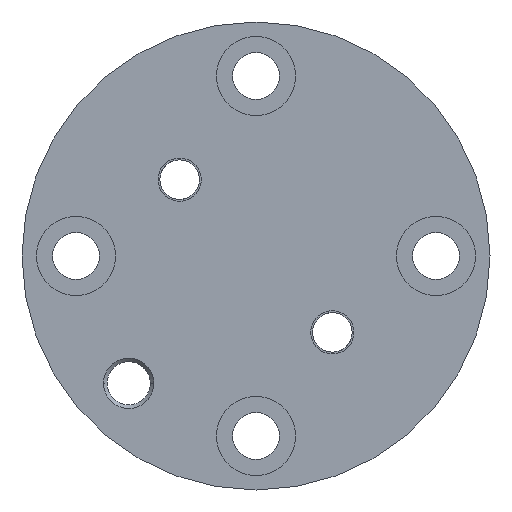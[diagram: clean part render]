
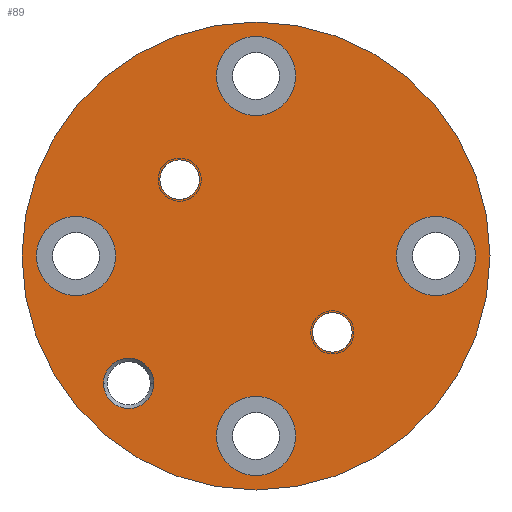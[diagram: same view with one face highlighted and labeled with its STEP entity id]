
A CAD part, left-side view. The second image highlights one B-rep face of the part: STEP entity #89.
In plain terms, the highlighted planar face has unit normal (-1, 0, 0).
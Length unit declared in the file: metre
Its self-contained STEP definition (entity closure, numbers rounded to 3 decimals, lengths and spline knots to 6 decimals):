
#89=ADVANCED_FACE('6:2078',(#150,#151,#152,#153,#154,#155,#156,#157),#158,.T.);
#150=FACE_BOUND('',#252,.T.);
#151=FACE_BOUND('',#253,.T.);
#152=FACE_OUTER_BOUND('',#254,.T.);
#153=FACE_BOUND('',#255,.T.);
#154=FACE_BOUND('',#256,.T.);
#155=FACE_BOUND('',#257,.T.);
#156=FACE_BOUND('',#258,.T.);
#157=FACE_BOUND('',#259,.T.);
#158=PLANE('',#260);
#252=EDGE_LOOP('',(#440,#441));
#253=EDGE_LOOP('',(#442,#443));
#254=EDGE_LOOP('',(#444,#445));
#255=EDGE_LOOP('',(#446,#447));
#256=EDGE_LOOP('',(#448,#449));
#257=EDGE_LOOP('',(#450,#451));
#258=EDGE_LOOP('',(#452,#453));
#259=EDGE_LOOP('',(#454,#455));
#260=AXIS2_PLACEMENT_3D('',#456,#457,#458);
#440=ORIENTED_EDGE('',*,*,#726,.F.);
#441=ORIENTED_EDGE('',*,*,#718,.F.);
#442=ORIENTED_EDGE('',*,*,#727,.F.);
#443=ORIENTED_EDGE('',*,*,#709,.F.);
#444=ORIENTED_EDGE('',*,*,#661,.F.);
#445=ORIENTED_EDGE('',*,*,#728,.F.);
#446=ORIENTED_EDGE('',*,*,#729,.F.);
#447=ORIENTED_EDGE('',*,*,#669,.F.);
#448=ORIENTED_EDGE('',*,*,#730,.F.);
#449=ORIENTED_EDGE('',*,*,#693,.F.);
#450=ORIENTED_EDGE('',*,*,#731,.F.);
#451=ORIENTED_EDGE('',*,*,#677,.F.);
#452=ORIENTED_EDGE('',*,*,#732,.F.);
#453=ORIENTED_EDGE('',*,*,#685,.F.);
#454=ORIENTED_EDGE('',*,*,#703,.F.);
#455=ORIENTED_EDGE('',*,*,#733,.F.);
#456=CARTESIAN_POINT('',(0.,0.01625,0.0));
#457=DIRECTION('',(-1.0,0.,0.0));
#458=DIRECTION('',(0.,-1.0,-0.0));
#661=EDGE_CURVE('1:6054',#776,#779,#780,.T.);
#669=EDGE_CURVE('1:16742',#792,#795,#796,.T.);
#677=EDGE_CURVE('1:16898',#808,#811,#812,.T.);
#685=EDGE_CURVE('1:17340',#824,#827,#828,.T.);
#693=EDGE_CURVE('1:17834',#840,#843,#844,.T.);
#703=EDGE_CURVE('4:5525',#859,#856,#861,.T.);
#709=EDGE_CURVE('6:2090',#870,#873,#874,.T.);
#718=EDGE_CURVE('6:2093',#887,#890,#891,.T.);
#726=EDGE_CURVE('6:2093',#890,#887,#904,.T.);
#727=EDGE_CURVE('6:2090',#873,#870,#905,.T.);
#728=EDGE_CURVE('1:6054',#779,#776,#906,.T.);
#729=EDGE_CURVE('1:16742',#795,#792,#907,.T.);
#730=EDGE_CURVE('1:17834',#843,#840,#908,.T.);
#731=EDGE_CURVE('1:16898',#811,#808,#909,.T.);
#732=EDGE_CURVE('1:17340',#827,#824,#910,.T.);
#733=EDGE_CURVE('4:5525',#856,#859,#911,.T.);
#776=VERTEX_POINT('',#968);
#779=VERTEX_POINT('',#972);
#780=CIRCLE('',#973,0.0325);
#792=VERTEX_POINT('',#988);
#795=VERTEX_POINT('',#992);
#796=CIRCLE('',#993,0.0055);
#808=VERTEX_POINT('',#1008);
#811=VERTEX_POINT('',#1012);
#812=CIRCLE('',#1013,0.0055);
#824=VERTEX_POINT('',#1028);
#827=VERTEX_POINT('',#1032);
#828=CIRCLE('',#1033,0.0055);
#840=VERTEX_POINT('',#1048);
#843=VERTEX_POINT('',#1052);
#844=CIRCLE('',#1053,0.0055);
#856=VERTEX_POINT('',#1068);
#859=VERTEX_POINT('',#1072);
#861=CIRCLE('',#1075,0.0035);
#870=VERTEX_POINT('',#1086);
#873=VERTEX_POINT('',#1090);
#874=CIRCLE('',#1091,0.00275);
#887=VERTEX_POINT('',#1107);
#890=VERTEX_POINT('',#1111);
#891=CIRCLE('',#1112,0.00275);
#904=CIRCLE('',#1128,0.00275);
#905=CIRCLE('',#1129,0.00275);
#906=CIRCLE('',#1130,0.0325);
#907=CIRCLE('',#1131,0.0055);
#908=CIRCLE('',#1132,0.0055);
#909=CIRCLE('',#1133,0.0055);
#910=CIRCLE('',#1134,0.0055);
#911=CIRCLE('',#1135,0.0035);
#968=CARTESIAN_POINT('',(0.,0.0325,0.0));
#972=CARTESIAN_POINT('',(0.,-0.0325,0.));
#973=AXIS2_PLACEMENT_3D('',#1201,#1202,#1203);
#988=CARTESIAN_POINT('',(0.,0.0305,0.));
#992=CARTESIAN_POINT('',(0.,0.0195,0.));
#993=AXIS2_PLACEMENT_3D('',#1217,#1218,#1219);
#1008=CARTESIAN_POINT('',(0.,0.0055,0.025));
#1012=CARTESIAN_POINT('',(0.,-0.0055,0.025));
#1013=AXIS2_PLACEMENT_3D('',#1233,#1234,#1235);
#1028=CARTESIAN_POINT('',(0.,-0.0195,0.));
#1032=CARTESIAN_POINT('',(0.,-0.0305,0.));
#1033=AXIS2_PLACEMENT_3D('',#1249,#1250,#1251);
#1048=CARTESIAN_POINT('',(0.,0.0055,-0.025));
#1052=CARTESIAN_POINT('',(0.,-0.0055,-0.025));
#1053=AXIS2_PLACEMENT_3D('',#1265,#1266,#1267);
#1068=CARTESIAN_POINT('',(0.,0.021178,-0.017678));
#1072=CARTESIAN_POINT('',(0.,0.014178,-0.017678));
#1075=AXIS2_PLACEMENT_3D('',#1285,#1286,#1287);
#1086=CARTESIAN_POINT('',(0.,0.013357,0.010607));
#1090=CARTESIAN_POINT('',(0.,0.007857,0.010607));
#1091=AXIS2_PLACEMENT_3D('',#1297,#1298,#1299);
#1107=CARTESIAN_POINT('',(0.,-0.007857,-0.010607));
#1111=CARTESIAN_POINT('',(0.,-0.013357,-0.010607));
#1112=AXIS2_PLACEMENT_3D('',#1316,#1317,#1318);
#1128=AXIS2_PLACEMENT_3D('',#1334,#1335,#1336);
#1129=AXIS2_PLACEMENT_3D('',#1337,#1338,#1339);
#1130=AXIS2_PLACEMENT_3D('',#1340,#1341,#1342);
#1131=AXIS2_PLACEMENT_3D('',#1343,#1344,#1345);
#1132=AXIS2_PLACEMENT_3D('',#1346,#1347,#1348);
#1133=AXIS2_PLACEMENT_3D('',#1349,#1350,#1351);
#1134=AXIS2_PLACEMENT_3D('',#1352,#1353,#1354);
#1135=AXIS2_PLACEMENT_3D('',#1355,#1356,#1357);
#1201=CARTESIAN_POINT('',(0.,0.0,0.0));
#1202=DIRECTION('',(1.0,0.0,0.0));
#1203=DIRECTION('',(0.0,1.0,0.0));
#1217=CARTESIAN_POINT('',(0.,0.025,0.));
#1218=DIRECTION('',(-1.0,0.,0.0));
#1219=DIRECTION('',(0.,-1.0,0.0));
#1233=CARTESIAN_POINT('',(0.0,0.0,0.025));
#1234=DIRECTION('',(-1.0,0.,0.0));
#1235=DIRECTION('',(0.,-1.0,0.0));
#1249=CARTESIAN_POINT('',(0.,-0.025,0.));
#1250=DIRECTION('',(-1.0,0.,0.0));
#1251=DIRECTION('',(0.,-1.0,0.0));
#1265=CARTESIAN_POINT('',(0.0,0.0,-0.025));
#1266=DIRECTION('',(-1.0,0.,0.0));
#1267=DIRECTION('',(0.,-1.0,0.0));
#1285=CARTESIAN_POINT('',(0.,0.017678,-0.017678));
#1286=DIRECTION('',(-1.0,0.,0.0));
#1287=DIRECTION('',(0.,1.0,0.0));
#1297=CARTESIAN_POINT('',(0.,0.010607,0.010607));
#1298=DIRECTION('',(-1.0,0.,0.0));
#1299=DIRECTION('',(0.,-1.0,0.0));
#1316=CARTESIAN_POINT('',(0.,-0.010607,-0.010607));
#1317=DIRECTION('',(-1.0,0.,0.0));
#1318=DIRECTION('',(0.,-1.0,0.0));
#1334=CARTESIAN_POINT('',(0.,-0.010607,-0.010607));
#1335=DIRECTION('',(-1.0,0.,0.0));
#1336=DIRECTION('',(0.,-1.0,0.0));
#1337=CARTESIAN_POINT('',(0.,0.010607,0.010607));
#1338=DIRECTION('',(-1.0,0.,0.0));
#1339=DIRECTION('',(0.,-1.0,0.0));
#1340=CARTESIAN_POINT('',(0.,0.0,0.0));
#1341=DIRECTION('',(1.0,0.0,0.0));
#1342=DIRECTION('',(0.0,1.0,0.0));
#1343=CARTESIAN_POINT('',(0.,0.025,0.));
#1344=DIRECTION('',(-1.0,0.,0.0));
#1345=DIRECTION('',(0.,-1.0,0.0));
#1346=CARTESIAN_POINT('',(0.0,0.0,-0.025));
#1347=DIRECTION('',(-1.0,0.,0.0));
#1348=DIRECTION('',(0.,-1.0,0.0));
#1349=CARTESIAN_POINT('',(0.0,0.0,0.025));
#1350=DIRECTION('',(-1.0,0.,0.0));
#1351=DIRECTION('',(0.,-1.0,0.0));
#1352=CARTESIAN_POINT('',(0.,-0.025,0.));
#1353=DIRECTION('',(-1.0,0.,0.0));
#1354=DIRECTION('',(0.,-1.0,0.0));
#1355=CARTESIAN_POINT('',(0.,0.017678,-0.017678));
#1356=DIRECTION('',(-1.0,0.,0.0));
#1357=DIRECTION('',(0.,1.0,0.0));
